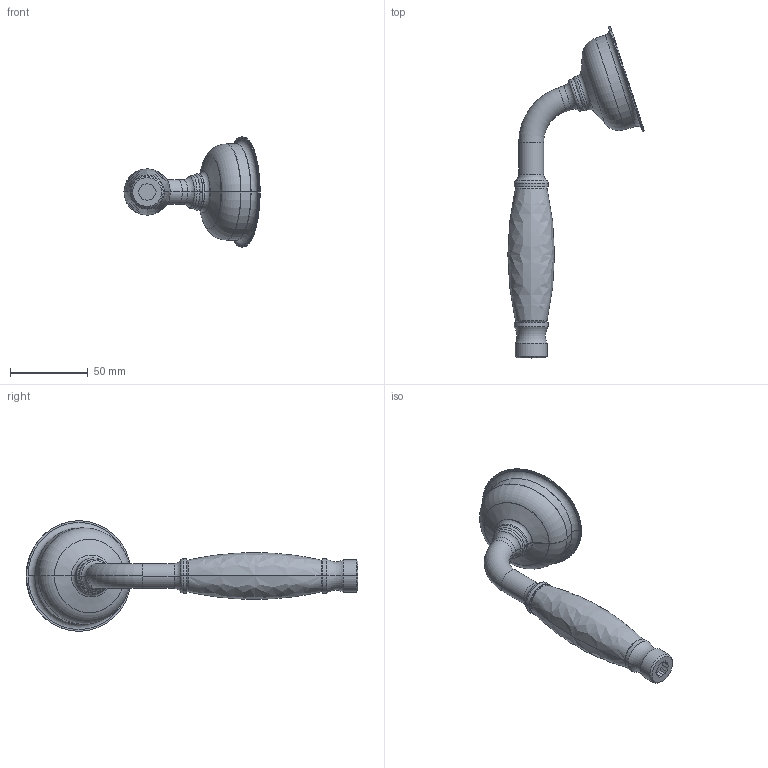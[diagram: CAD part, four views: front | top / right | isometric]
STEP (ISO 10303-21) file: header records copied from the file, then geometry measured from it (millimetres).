
FILE_DESCRIPTION((''),'2;1');
FILE_NAME('6040006_ASM','2018-08-28T',('LMD'),(''),'PRO/ENGINEER BY PARAMETRIC TECHNOLOGY CORPORATION, 2008230','PRO/ENGINEER BY PARAMETRIC TECHNOLOGY CORPORATION, 2008230','');
FILE_SCHEMA(('CONFIG_CONTROL_DESIGN'));
Length unit declared in the file: millimetre
Products named in the file (3): 6043006; 6040006-082; 6040006_ASM
Assembly tree (2 placements, depth 2):
  6040006_ASM
    6043006
    6040006-082
Bounding box: 87.63 x 213.42 x 71.1 mm (x, y, z)
Volume: 88334 mm3; surface area: 43759.6 mm2
Topology: 2 solids, 2 shells, 349 faces, 928 edges, 594 vertices
Faces by surface type: cylinder 248, torus 46, plane 31, cone 22, bspline 2
Entity records: 11853 total; most frequent: DIRECTION 2208, CARTESIAN_POINT 2183, ORIENTED_EDGE 1856, AXIS2_PLACEMENT_3D 952, EDGE_CURVE 928, CIRCLE 600, VERTEX_POINT 594, EDGE_LOOP 562
